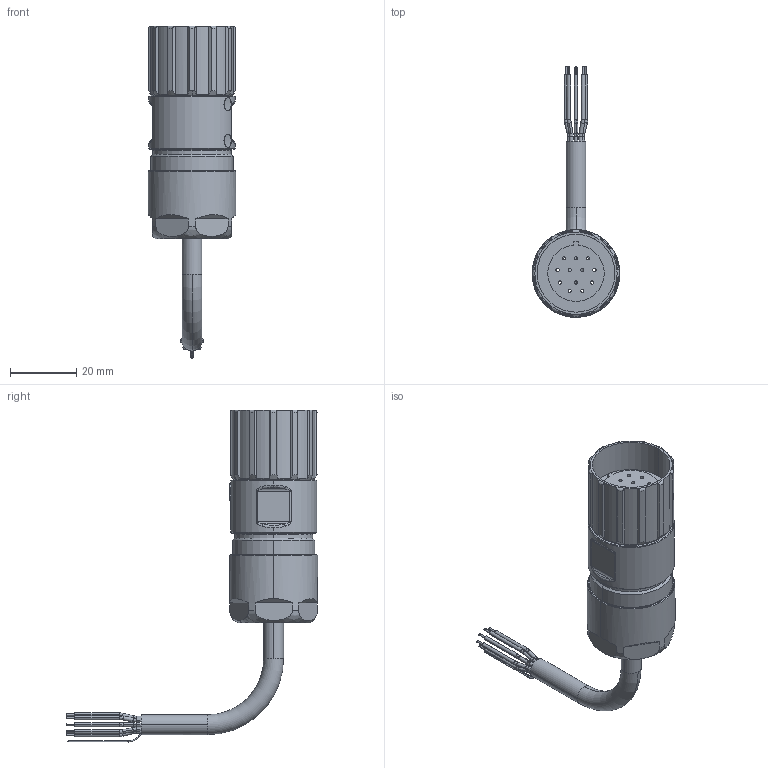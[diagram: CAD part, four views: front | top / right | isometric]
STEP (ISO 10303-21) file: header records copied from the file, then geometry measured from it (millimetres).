
FILE_DESCRIPTION (( 'STEP AP203' ), '1' );
FILE_NAME ('M019_9416-076_8230-020-G6.STEP', '2018-04-05T15:06:45', ( '' ), ( '' ), 'SwSTEP 2.0', 'SolidWorks 2016', '' );
FILE_SCHEMA (( 'CONFIG_CONTROL_DESIGN' ));
Length unit declared in the file: millimetre
Products named in the file (1): M019_9416-076_8230-020-G6
Bounding box: 26.5 x 75.75 x 100.14 mm (x, y, z)
Surface area: 10225 mm2 (no closed solid volume)
Topology: 0 solids, 40 shells, 349 faces, 982 edges, 632 vertices
Faces by surface type: cylinder 184, plane 83, bspline 36, torus 34, cone 12
Entity records: 18134 total; most frequent: CARTESIAN_POINT 9716, DIRECTION 1748, ORIENTED_EDGE 1726, EDGE_CURVE 974, AXIS2_PLACEMENT_3D 750, VERTEX_POINT 628, CIRCLE 472, EDGE_LOOP 352
